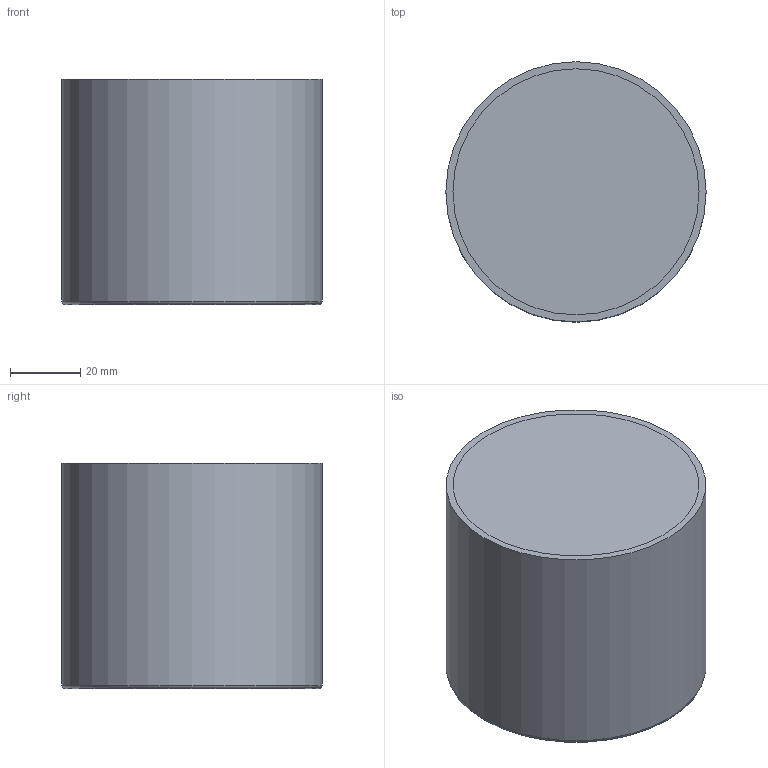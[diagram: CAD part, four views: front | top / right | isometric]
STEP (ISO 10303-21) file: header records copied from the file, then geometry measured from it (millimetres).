
FILE_DESCRIPTION(('HOOPS Exchange Step'),'2;1');
FILE_NAME('temp_export.step','2020-06-21T19:19:43+19:00',('mobile'),('Shapr3D Limited'),'HOOPS Exchange 2020.1','Shapr3D','Authorized');
FILE_SCHEMA( ('AP203_CONFIGURATION_CONTROLLED_3D_DESIGN_OF_MECHANICAL_PARTS_AND_ASSEMBLIES_MIM_LF') );
Length unit declared in the file: millimetre
Products named in the file (1): temp_export.x_b
Bounding box: 74 x 74 x 64 mm (x, y, z)
Volume: 40401.2 mm3; surface area: 38020.2 mm2
Topology: 2 solids, 2 shells, 8 faces, 14 edges, 9 vertices
Faces by surface type: cylinder 3, plane 3, torus 2
Full cylindrical faces by diameter (mm): 70 x2, 74 x1
Entity records: 228 total; most frequent: DIRECTION 43, CARTESIAN_POINT 32, ORIENTED_EDGE 28, AXIS2_PLACEMENT_3D 20, EDGE_CURVE 14, CIRCLE 11, VERTEX_POINT 9, EDGE_LOOP 9
